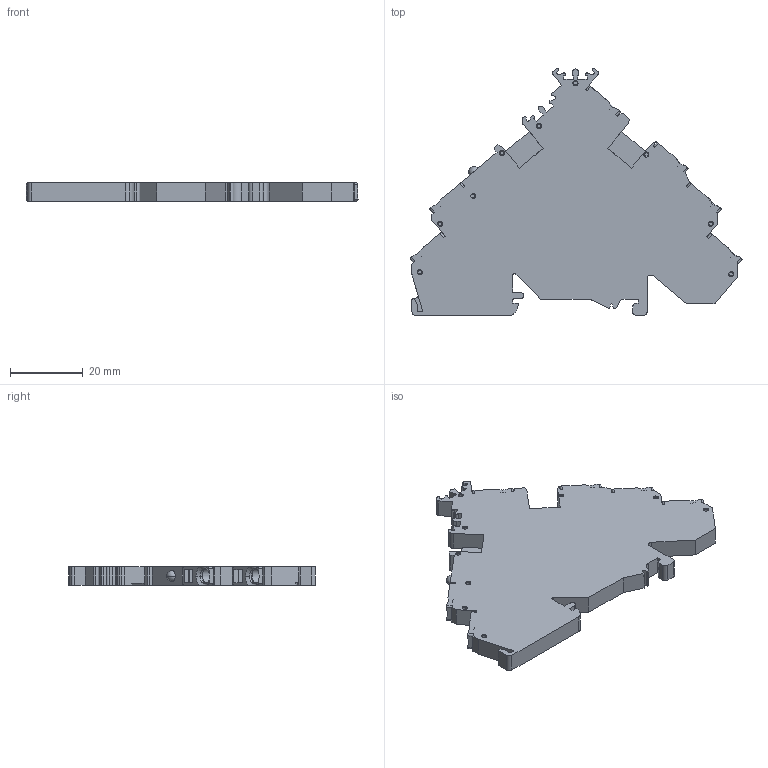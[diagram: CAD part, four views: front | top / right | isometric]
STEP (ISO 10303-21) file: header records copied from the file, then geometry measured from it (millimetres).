
FILE_DESCRIPTION((''),'2;1');
FILE_NAME('CHANGP_ASM','2023-11-22T',('dell'),(''),'PRO/ENGINEER BY PARAMETRIC TECHNOLOGY CORPORATION, 2013230','PRO/ENGINEER BY PARAMETRIC TECHNOLOGY CORPORATION, 2013230','');
FILE_SCHEMA(('AUTOMOTIVE_DESIGN { 1 0 10303 214 1 1 1 1 }'));
Length unit declared in the file: millimetre
Products named in the file (1): CHANGP_ASM
Bounding box: 91.48 x 68 x 5 mm (x, y, z)
Volume: 16816.9 mm3; surface area: 10543.8 mm2
Topology: 1 solids, 17 shells, 667 faces, 1768 edges, 1139 vertices
Faces by surface type: plane 407, cylinder 161, cone 84, bspline 13, sphere 2
Entity records: 22820 total; most frequent: CARTESIAN_POINT 4891, ORIENTED_EDGE 3532, DIRECTION 3342, EDGE_CURVE 1766, VECTOR 1176, LINE 1176, VERTEX_POINT 1139, AXIS2_PLACEMENT_3D 1083
